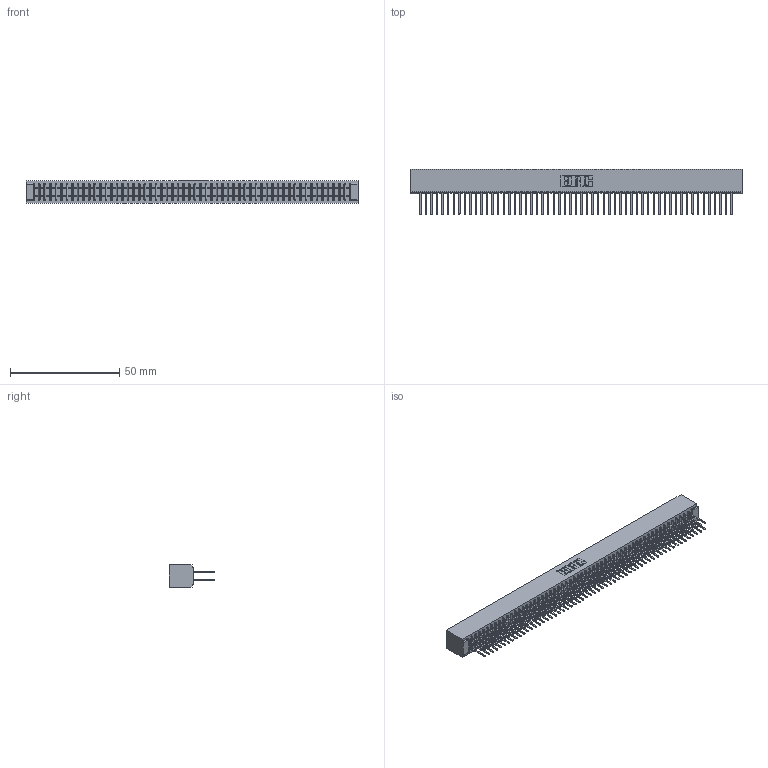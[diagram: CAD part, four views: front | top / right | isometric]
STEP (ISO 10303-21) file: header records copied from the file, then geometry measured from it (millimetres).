
FILE_DESCRIPTION (( 'STEP AP203' ), '1' );
FILE_NAME ('341-114-522-201.STEP', '2018-08-08T13:31:18', ( '' ), ( '' ), 'SwSTEP 2.0', 'SolidWorks 2016', '' );
FILE_SCHEMA (( 'CONFIG_CONTROL_DESIGN' ));
Length unit declared in the file: inch
Products named in the file (3): 341 Part_No Mounting Lugs; 341-292-001_341-292-122; 341-114-522-201
Assembly tree (115 placements, depth 2):
  341-114-522-201
    341 Part_No Mounting Lugs
    341-292-001_341-292-122  x114
Bounding box: 151.76 x 20.62 x 10.16 mm (x, y, z)
Volume: 11612.4 mm3; surface area: 22770.2 mm2
Topology: 115 solids, 115 shells, 7632 faces, 22123 edges, 14326 vertices
Faces by surface type: plane 4624, cylinder 2780, sphere 116, torus 112
Entity records: 66706 total; most frequent: CARTESIAN_POINT 11087, ORIENTED_EDGE 11018, DIRECTION 10747, EDGE_CURVE 5509, LINE 4471, VECTOR 4471, VERTEX_POINT 3478, AXIS2_PLACEMENT_3D 3138
